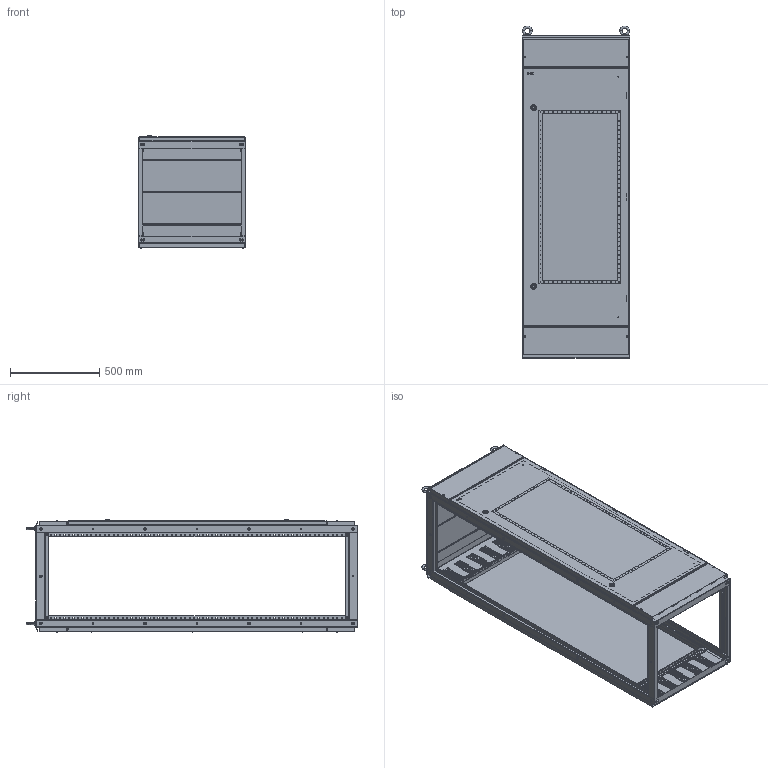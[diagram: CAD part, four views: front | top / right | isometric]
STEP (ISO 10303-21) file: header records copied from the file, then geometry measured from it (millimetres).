
FILE_DESCRIPTION (( 'STEP AP214' ), '1' );
FILE_NAME ('Êîðïóñ ìåòàëëè÷åñêèé ÃÐÙ 1800õ600õ600 IP31 ÓÕË3 SMART.STEP', '2021-01-15T14:44:13', ( '' ), ( '' ), 'SwSTEP 2.0', 'SolidWorks 2017', '' );
FILE_SCHEMA (( 'AUTOMOTIVE_DESIGN' ));
Length unit declared in the file: millimetre
Products named in the file (3): Êîðïóñ ìåòàëëè÷åñêèé ÃÐÙ 1800õ600õ600 IP31 ÓÕË3 SMART; Äâåðü äëÿ ÃÐÙ 1800õ600 IP31; Êàðêàñ ÃÐÙ 1800õ600õ600
Assembly tree (2 placements, depth 2):
  Êîðïóñ ìåòàëëè÷åñêèé ÃÐÙ 1800õ600õ600 IP31 ÓÕË3 SMART
    Êàðêàñ ÃÐÙ 1800õ600õ600
    Äâåðü äëÿ ÃÐÙ 1800õ600 IP31
Bounding box: 600.4 x 1856 x 628 mm (x, y, z)
Volume: 7485571.7 mm3; surface area: 9088307.7 mm2
Topology: 64 solids, 70 shells, 5056 faces, 13313 edges, 8537 vertices
Faces by surface type: plane 2970, cylinder 1466, cone 344, torus 130, sphere 98, bspline 48
Entity records: 161520 total; most frequent: CARTESIAN_POINT 31621, ORIENTED_EDGE 26414, DIRECTION 25988, EDGE_CURVE 13207, VECTOR 8828, LINE 8828, AXIS2_PLACEMENT_3D 8580, VERTEX_POINT 8537
